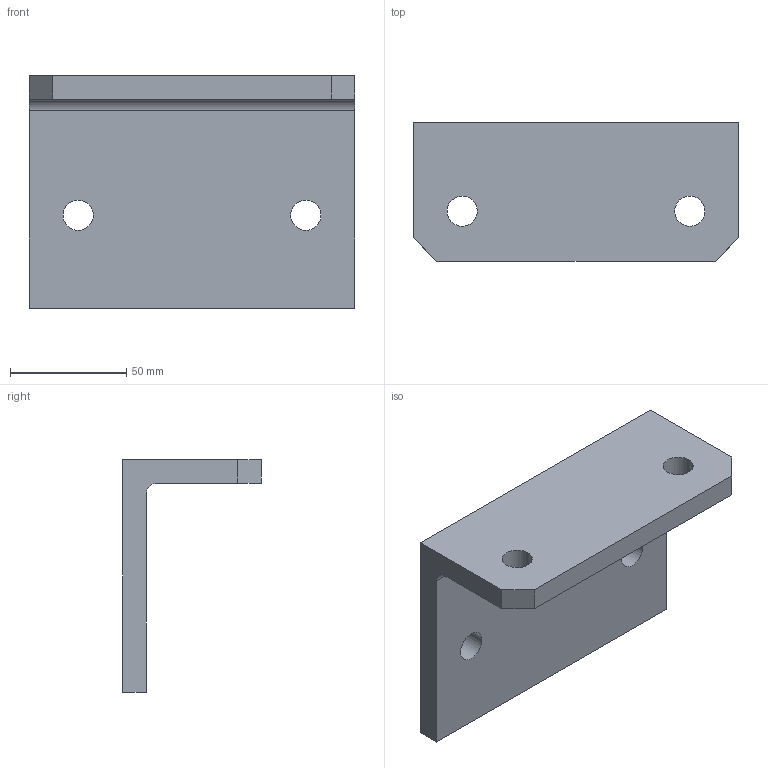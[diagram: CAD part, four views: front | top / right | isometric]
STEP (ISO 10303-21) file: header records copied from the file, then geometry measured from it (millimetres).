
FILE_DESCRIPTION(('CATIA V5 STEP Exchange'),'2;1');
FILE_NAME('platine mur 120mm 20210807-00.stp','2021-08-07T14:22:29+00:00',('none'),('none'),'CATIA Version 5 Release 21 SP 1 (IN-10)','CATIA V5 STEP AP203','none');
FILE_SCHEMA(('CONFIG_CONTROL_DESIGN'));
Length unit declared in the file: millimetre
Products named in the file (1): platine mur 120
Bounding box: 140 x 59.5 x 100 mm (x, y, z)
Volume: 203741.8 mm3; surface area: 47614.9 mm2
Topology: 1 solids, 1 shells, 19 faces, 51 edges, 34 vertices
Faces by surface type: plane 10, cylinder 9
Entity records: 623 total; most frequent: ORIENTED_EDGE 102, CARTESIAN_POINT 101, DIRECTION 81, EDGE_CURVE 51, AXIS2_PLACEMENT_3D 34, VERTEX_POINT 34, VECTOR 33, LINE 33
